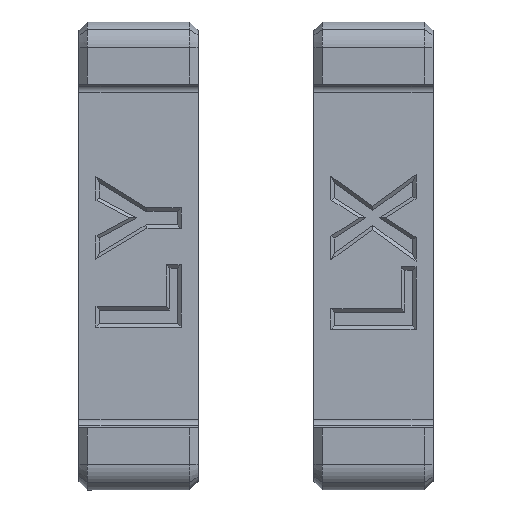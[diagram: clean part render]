
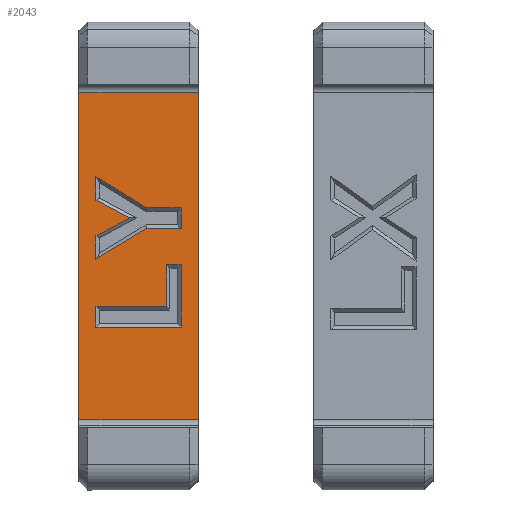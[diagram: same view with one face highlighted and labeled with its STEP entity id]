
A CAD part, left-side view. The second image highlights one B-rep face of the part: STEP entity #2043.
In plain terms, the highlighted planar face has unit normal (-1, 0, 0).
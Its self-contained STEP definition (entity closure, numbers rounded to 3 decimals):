
#43 = VECTOR ( 'NONE', #2618, 1000. ) ;
#215 = LINE ( 'NONE', #3326, #586 ) ;
#318 = CARTESIAN_POINT ( 'NONE',  ( 15.2, 15.25, -36.8 ) ) ;
#362 = DIRECTION ( 'NONE',  ( 0., 1., 0. ) ) ;
#586 = VECTOR ( 'NONE', #6795, 1000. ) ;
#600 = CARTESIAN_POINT ( 'NONE',  ( 15.2, 13.25, -50.176 ) ) ;
#743 = EDGE_CURVE ( 'NONE', #5905, #4019, #7353, .T. ) ;
#824 = CARTESIAN_POINT ( 'NONE',  ( 15.2, 3.25, -57.032 ) ) ;
#842 = CARTESIAN_POINT ( 'NONE',  ( 15.2, 1.35, -49.181 ) ) ;
#851 = DIRECTION ( 'NONE',  ( 0., -0.88, 0.475 ) ) ;
#1019 = PLANE ( 'NONE',  #11604 ) ;
#1058 = VERTEX_POINT ( 'NONE', #318 ) ;
#1076 = CARTESIAN_POINT ( 'NONE',  ( 15.2, 3.25, -52.749 ) ) ;
#1201 = ORIENTED_EDGE ( 'NONE', *, *, #6561, .T. ) ;
#1341 = CARTESIAN_POINT ( 'NONE',  ( 15.2, 11.268, -47.907 ) ) ;
#1794 = CARTESIAN_POINT ( 'NONE',  ( 15.2, 4.917, -49.148 ) ) ;
#1891 = DIRECTION ( 'NONE',  ( 0., 1., 0. ) ) ;
#2043 = ADVANCED_FACE ( 'NONE', ( #4139, #8605, #9908 ), #1019, .F. ) ;
#2165 = VERTEX_POINT ( 'NONE', #5860 ) ;
#2288 = ORIENTED_EDGE ( 'NONE', *, *, #5372, .T. ) ;
#2344 = EDGE_CURVE ( 'NONE', #12646, #6365, #13664, .T. ) ;
#2350 = CARTESIAN_POINT ( 'NONE',  ( 15.2, 3.25, -43.173 ) ) ;
#2486 = VECTOR ( 'NONE', #6933, 1000. ) ;
#2503 = LINE ( 'NONE', #8057, #14165 ) ;
#2546 = CARTESIAN_POINT ( 'NONE',  ( 15.2, 3.25, -50.345 ) ) ;
#2618 = DIRECTION ( 'NONE',  ( 0., -1., 0. ) ) ;
#3014 = CARTESIAN_POINT ( 'NONE',  ( 15.2, 15.25, -75.2 ) ) ;
#3088 = VECTOR ( 'NONE', #7320, 1000. ) ;
#3326 = CARTESIAN_POINT ( 'NONE',  ( 15.2, 4.75, -36.8 ) ) ;
#3331 = VECTOR ( 'NONE', #12766, 1000. ) ;
#3401 = VECTOR ( 'NONE', #851, 1000. ) ;
#3406 = DIRECTION ( 'NONE',  ( 0., -1., 0. ) ) ;
#3545 = LINE ( 'NONE', #5856, #11219 ) ;
#3547 = EDGE_CURVE ( 'NONE', #11964, #4117, #6364, .T. ) ;
#3608 = LINE ( 'NONE', #11488, #12866 ) ;
#3724 = VECTOR ( 'NONE', #10691, 1000. ) ;
#3854 = ORIENTED_EDGE ( 'NONE', *, *, #743, .T. ) ;
#3859 = LINE ( 'NONE', #13827, #4248 ) ;
#3906 = ORIENTED_EDGE ( 'NONE', *, *, #5556, .T. ) ;
#3998 = LINE ( 'NONE', #11940, #13750 ) ;
#4019 = VERTEX_POINT ( 'NONE', #11906 ) ;
#4045 = VECTOR ( 'NONE', #9835, 1000. ) ;
#4117 = VERTEX_POINT ( 'NONE', #12114 ) ;
#4139 = FACE_BOUND ( 'NONE', #9506, .T. ) ;
#4248 = VECTOR ( 'NONE', #13891, 1000. ) ;
#4348 = CARTESIAN_POINT ( 'NONE',  ( 15.2, 4.96, -48.974 ) ) ;
#4468 = CARTESIAN_POINT ( 'NONE',  ( 15.2, 4.96, -61.948 ) ) ;
#4562 = ORIENTED_EDGE ( 'NONE', *, *, #10755, .T. ) ;
#4599 = DIRECTION ( 'NONE',  ( 0., -0.853, -0.522 ) ) ;
#4663 = DIRECTION ( 'NONE',  ( 0., 0., 1. ) ) ;
#4819 = LINE ( 'NONE', #2350, #7251 ) ;
#4847 = LINE ( 'NONE', #5922, #2486 ) ;
#5092 = EDGE_CURVE ( 'NONE', #2165, #5185, #9003, .T. ) ;
#5185 = VERTEX_POINT ( 'NONE', #11365 ) ;
#5372 = EDGE_CURVE ( 'NONE', #7135, #12646, #14100, .T. ) ;
#5556 = EDGE_CURVE ( 'NONE', #7120, #1058, #215, .T. ) ;
#5726 = CARTESIAN_POINT ( 'NONE',  ( 15.2, 4.269, -50.345 ) ) ;
#5727 = VECTOR ( 'NONE', #9876, 1000. ) ;
#5772 = EDGE_LOOP ( 'NONE', ( #12638, #11246, #3854, #4562, #9584, #1201, #8154, #6903, #12569 ) ) ;
#5856 = CARTESIAN_POINT ( 'NONE',  ( 15.2, 2.25, -52.749 ) ) ;
#5860 = CARTESIAN_POINT ( 'NONE',  ( 15.2, 13.25, -46.693 ) ) ;
#5905 = VERTEX_POINT ( 'NONE', #11023 ) ;
#5917 = DIRECTION ( 'NONE',  ( 0., 0., 1. ) ) ;
#5922 = CARTESIAN_POINT ( 'NONE',  ( 15.2, 13.25, -46.185 ) ) ;
#5968 = EDGE_CURVE ( 'NONE', #7886, #12307, #4819, .T. ) ;
#6043 = EDGE_CURVE ( 'NONE', #8955, #1058, #2503, .T. ) ;
#6241 = DIRECTION ( 'NONE',  ( 0., 0., -1. ) ) ;
#6245 = VERTEX_POINT ( 'NONE', #12018 ) ;
#6364 = LINE ( 'NONE', #7378, #3724 ) ;
#6365 = VERTEX_POINT ( 'NONE', #824 ) ;
#6401 = VERTEX_POINT ( 'NONE', #10284 ) ;
#6531 = EDGE_CURVE ( 'NONE', #4117, #6245, #13753, .T. ) ;
#6545 = CARTESIAN_POINT ( 'NONE',  ( 15.2, 7.25, -61.948 ) ) ;
#6561 = EDGE_CURVE ( 'NONE', #9816, #11831, #3859, .T. ) ;
#6655 = LINE ( 'NONE', #11066, #12775 ) ;
#6763 = ORIENTED_EDGE ( 'NONE', *, *, #13789, .T. ) ;
#6795 = DIRECTION ( 'NONE',  ( 0., 1., 0. ) ) ;
#6821 = CARTESIAN_POINT ( 'NONE',  ( 15.2, 13.25, -53.643 ) ) ;
#6834 = ORIENTED_EDGE ( 'NONE', *, *, #9298, .T. ) ;
#6852 = CARTESIAN_POINT ( 'NONE',  ( 15.2, 1.25, -36.8 ) ) ;
#6903 = ORIENTED_EDGE ( 'NONE', *, *, #5092, .T. ) ;
#6919 = VECTOR ( 'NONE', #11757, 1000. ) ;
#6933 = DIRECTION ( 'NONE',  ( 0., 0., 1. ) ) ;
#7046 = VECTOR ( 'NONE', #4599, 1000. ) ;
#7120 = VERTEX_POINT ( 'NONE', #6852 ) ;
#7135 = VERTEX_POINT ( 'NONE', #4468 ) ;
#7190 = ORIENTED_EDGE ( 'NONE', *, *, #6043, .F. ) ;
#7251 = VECTOR ( 'NONE', #10302, 1000. ) ;
#7320 = DIRECTION ( 'NONE',  ( 0., 0., 1. ) ) ;
#7353 = LINE ( 'NONE', #842, #6919 ) ;
#7365 = ORIENTED_EDGE ( 'NONE', *, *, #2344, .T. ) ;
#7378 = CARTESIAN_POINT ( 'NONE',  ( 15.2, 2.25, -64.351 ) ) ;
#7527 = DIRECTION ( 'NONE',  ( 0., 0., -1. ) ) ;
#7833 = EDGE_CURVE ( 'NONE', #7120, #6401, #6655, .T. ) ;
#7866 = EDGE_CURVE ( 'NONE', #5185, #7886, #13445, .T. ) ;
#7886 = VERTEX_POINT ( 'NONE', #2546 ) ;
#8008 = CARTESIAN_POINT ( 'NONE',  ( 15.2, 9.336, -51.532 ) ) ;
#8057 = CARTESIAN_POINT ( 'NONE',  ( 15.2, 15.25, -46. ) ) ;
#8154 = ORIENTED_EDGE ( 'NONE', *, *, #13494, .T. ) ;
#8172 = ORIENTED_EDGE ( 'NONE', *, *, #7833, .F. ) ;
#8381 = EDGE_CURVE ( 'NONE', #8955, #6401, #12554, .T. ) ;
#8605 = FACE_BOUND ( 'NONE', #5772, .T. ) ;
#8955 = VERTEX_POINT ( 'NONE', #3014 ) ;
#9003 = LINE ( 'NONE', #1341, #7046 ) ;
#9298 = EDGE_CURVE ( 'NONE', #6365, #11964, #3998, .T. ) ;
#9406 = CARTESIAN_POINT ( 'NONE',  ( 15.2, 3.105, -57.032 ) ) ;
#9506 = EDGE_LOOP ( 'NONE', ( #6834, #13514, #11718, #6763, #2288, #7365 ) ) ;
#9544 = VECTOR ( 'NONE', #3406, 1000. ) ;
#9584 = ORIENTED_EDGE ( 'NONE', *, *, #9968, .T. ) ;
#9679 = CARTESIAN_POINT ( 'NONE',  ( 15.2, 3.25, -64.351 ) ) ;
#9816 = VERTEX_POINT ( 'NONE', #8008 ) ;
#9835 = DIRECTION ( 'NONE',  ( 0., 0., 1. ) ) ;
#9876 = DIRECTION ( 'NONE',  ( 0., -1., 0. ) ) ;
#9908 = FACE_OUTER_BOUND ( 'NONE', #11384, .T. ) ;
#9968 = EDGE_CURVE ( 'NONE', #12725, #9816, #10674, .T. ) ;
#10284 = CARTESIAN_POINT ( 'NONE',  ( 15.2, 1.25, -75.2 ) ) ;
#10302 = DIRECTION ( 'NONE',  ( 0., 0., -1. ) ) ;
#10536 = CARTESIAN_POINT ( 'NONE',  ( 15.2, 4.75, -75.2 ) ) ;
#10674 = LINE ( 'NONE', #1794, #3401 ) ;
#10691 = DIRECTION ( 'NONE',  ( 0., 1., 0. ) ) ;
#10755 = EDGE_CURVE ( 'NONE', #4019, #12725, #4847, .T. ) ;
#10783 = DIRECTION ( 'NONE',  ( 1., 0., 0. ) ) ;
#11023 = CARTESIAN_POINT ( 'NONE',  ( 15.2, 7.256, -52.749 ) ) ;
#11066 = CARTESIAN_POINT ( 'NONE',  ( 15.2, 1.25, -46. ) ) ;
#11219 = VECTOR ( 'NONE', #362, 1000. ) ;
#11246 = ORIENTED_EDGE ( 'NONE', *, *, #12042, .T. ) ;
#11365 = CARTESIAN_POINT ( 'NONE',  ( 15.2, 7.287, -50.345 ) ) ;
#11384 = EDGE_LOOP ( 'NONE', ( #8172, #3906, #7190, #11644 ) ) ;
#11488 = CARTESIAN_POINT ( 'NONE',  ( 15.2, 13.25, -42.718 ) ) ;
#11604 = AXIS2_PLACEMENT_3D ( 'NONE', #12007, #10783, #1891 ) ;
#11644 = ORIENTED_EDGE ( 'NONE', *, *, #8381, .T. ) ;
#11718 = ORIENTED_EDGE ( 'NONE', *, *, #6531, .T. ) ;
#11757 = DIRECTION ( 'NONE',  ( 0., 0.856, -0.517 ) ) ;
#11831 = VERTEX_POINT ( 'NONE', #11874 ) ;
#11874 = CARTESIAN_POINT ( 'NONE',  ( 15.2, 13.25, -49.436 ) ) ;
#11906 = CARTESIAN_POINT ( 'NONE',  ( 15.2, 13.25, -56.37 ) ) ;
#11940 = CARTESIAN_POINT ( 'NONE',  ( 15.2, 3.25, -46.516 ) ) ;
#11964 = VERTEX_POINT ( 'NONE', #9679 ) ;
#12007 = CARTESIAN_POINT ( 'NONE',  ( 15.2, 1.25, -36. ) ) ;
#12018 = CARTESIAN_POINT ( 'NONE',  ( 15.2, 13.25, -61.948 ) ) ;
#12037 = LINE ( 'NONE', #6545, #5727 ) ;
#12042 = EDGE_CURVE ( 'NONE', #12307, #5905, #3545, .T. ) ;
#12114 = CARTESIAN_POINT ( 'NONE',  ( 15.2, 13.25, -64.351 ) ) ;
#12307 = VERTEX_POINT ( 'NONE', #1076 ) ;
#12554 = LINE ( 'NONE', #10536, #3331 ) ;
#12569 = ORIENTED_EDGE ( 'NONE', *, *, #7866, .T. ) ;
#12638 = ORIENTED_EDGE ( 'NONE', *, *, #5968, .T. ) ;
#12646 = VERTEX_POINT ( 'NONE', #14269 ) ;
#12725 = VERTEX_POINT ( 'NONE', #6821 ) ;
#12766 = DIRECTION ( 'NONE',  ( 0., -1., 0. ) ) ;
#12775 = VECTOR ( 'NONE', #7527, 1000. ) ;
#12866 = VECTOR ( 'NONE', #5917, 1000. ) ;
#13445 = LINE ( 'NONE', #5726, #9544 ) ;
#13494 = EDGE_CURVE ( 'NONE', #11831, #2165, #3608, .T. ) ;
#13514 = ORIENTED_EDGE ( 'NONE', *, *, #3547, .T. ) ;
#13664 = LINE ( 'NONE', #9406, #43 ) ;
#13750 = VECTOR ( 'NONE', #6241, 1000. ) ;
#13753 = LINE ( 'NONE', #600, #3088 ) ;
#13789 = EDGE_CURVE ( 'NONE', #6245, #7135, #12037, .T. ) ;
#13827 = CARTESIAN_POINT ( 'NONE',  ( 15.2, 9.426, -51.484 ) ) ;
#13891 = DIRECTION ( 'NONE',  ( 0., 0.882, 0.472 ) ) ;
#14100 = LINE ( 'NONE', #4348, #4045 ) ;
#14165 = VECTOR ( 'NONE', #4663, 1000. ) ;
#14269 = CARTESIAN_POINT ( 'NONE',  ( 15.2, 4.96, -57.032 ) ) ;
